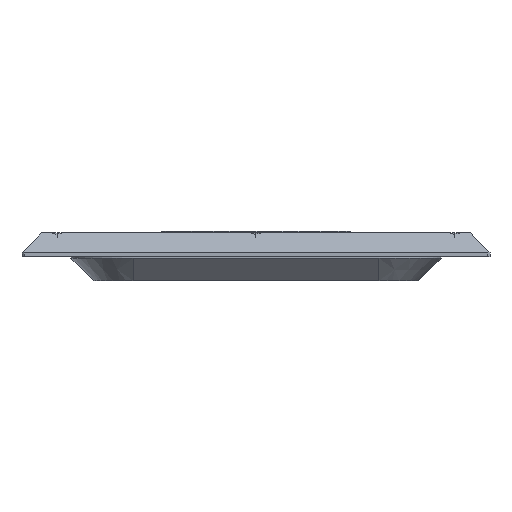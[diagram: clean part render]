
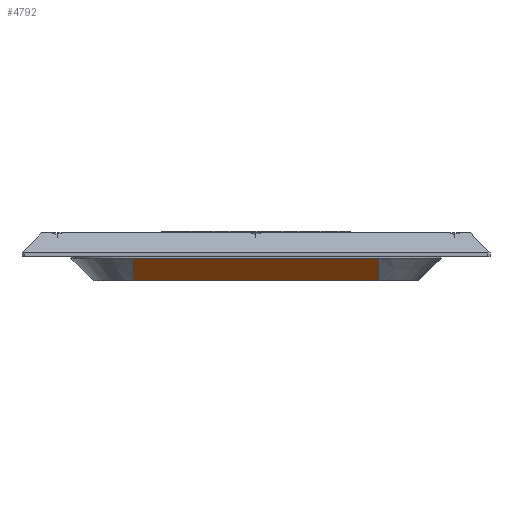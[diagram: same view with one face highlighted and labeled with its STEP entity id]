
A CAD part, left-side view. The second image highlights one B-rep face of the part: STEP entity #4792.
In plain terms, the highlighted planar face has unit normal (-0.707, 0, -0.707).
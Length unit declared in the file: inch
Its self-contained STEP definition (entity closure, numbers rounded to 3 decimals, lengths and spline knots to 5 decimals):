
#358 = VECTOR ( 'NONE', #6222, 39.37008 ) ;
#711 = CARTESIAN_POINT ( 'NONE',  ( -2.04, 1.545, -0.3 ) ) ;
#1819 = CARTESIAN_POINT ( 'NONE',  ( -2.04, -1.545, -0.3 ) ) ;
#1825 = EDGE_CURVE ( 'NONE', #6597, #10093, #14565, .T. ) ;
#2099 = CARTESIAN_POINT ( 'NONE',  ( -2.04, -1.545, -0.3 ) ) ;
#2361 = EDGE_CURVE ( 'NONE', #10522, #6597, #8883, .T. ) ;
#2765 = LINE ( 'NONE', #10661, #5752 ) ;
#2809 = DIRECTION ( 'NONE',  ( -0.707, 0., 0.707 ) ) ;
#3371 = LINE ( 'NONE', #5079, #358 ) ;
#4718 = ORIENTED_EDGE ( 'NONE', *, *, #13160, .T. ) ;
#4792 = ADVANCED_FACE ( 'NONE', ( #11869 ), #9650, .T. ) ;
#5079 = CARTESIAN_POINT ( 'NONE',  ( -2.04, 1.545, -0.3 ) ) ;
#5208 = CARTESIAN_POINT ( 'NONE',  ( -2.32, 1.545, -0.02 ) ) ;
#5248 = DIRECTION ( 'NONE',  ( 0., -1., 0. ) ) ;
#5632 = CARTESIAN_POINT ( 'NONE',  ( -2.04, 1.545, -0.3 ) ) ;
#5752 = VECTOR ( 'NONE', #2809, 39.37008 ) ;
#5831 = EDGE_CURVE ( 'NONE', #9395, #10522, #3371, .T. ) ;
#5894 = VECTOR ( 'NONE', #10848, 39.37008 ) ;
#6074 = ORIENTED_EDGE ( 'NONE', *, *, #5831, .F. ) ;
#6222 = DIRECTION ( 'NONE',  ( 0., 1., 0. ) ) ;
#6353 = DIRECTION ( 'NONE',  ( 0., -1., 0. ) ) ;
#6394 = CARTESIAN_POINT ( 'NONE',  ( -2.32, -1.545, -0.02 ) ) ;
#6597 = VERTEX_POINT ( 'NONE', #5208 ) ;
#7050 = EDGE_LOOP ( 'NONE', ( #11926, #10285, #6074, #4718 ) ) ;
#8213 = VECTOR ( 'NONE', #5248, 39.37008 ) ;
#8883 = LINE ( 'NONE', #711, #5894 ) ;
#9395 = VERTEX_POINT ( 'NONE', #2099 ) ;
#9650 = PLANE ( 'NONE',  #11814 ) ;
#10093 = VERTEX_POINT ( 'NONE', #14569 ) ;
#10285 = ORIENTED_EDGE ( 'NONE', *, *, #2361, .F. ) ;
#10522 = VERTEX_POINT ( 'NONE', #5632 ) ;
#10661 = CARTESIAN_POINT ( 'NONE',  ( -2.04, -1.545, -0.3 ) ) ;
#10848 = DIRECTION ( 'NONE',  ( -0.707, 0., 0.707 ) ) ;
#11814 = AXIS2_PLACEMENT_3D ( 'NONE', #1819, #13104, #6353 ) ;
#11869 = FACE_OUTER_BOUND ( 'NONE', #7050, .T. ) ;
#11926 = ORIENTED_EDGE ( 'NONE', *, *, #1825, .F. ) ;
#13104 = DIRECTION ( 'NONE',  ( -0.707, 0., -0.707 ) ) ;
#13160 = EDGE_CURVE ( 'NONE', #9395, #10093, #2765, .T. ) ;
#14565 = LINE ( 'NONE', #6394, #8213 ) ;
#14569 = CARTESIAN_POINT ( 'NONE',  ( -2.32, -1.545, -0.02 ) ) ;
